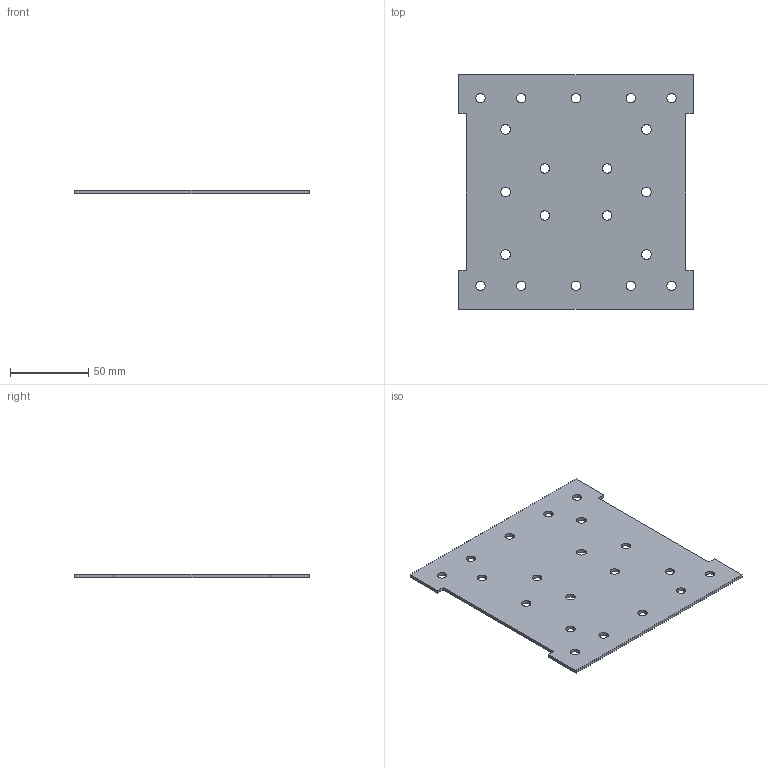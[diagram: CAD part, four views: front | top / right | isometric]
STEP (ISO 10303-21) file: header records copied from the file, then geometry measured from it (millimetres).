
FILE_DESCRIPTION((''),'2;1');
FILE_NAME('OBMP-TB-P-1011','2023-10-06T17:09:29',('ccha425'),('Department of Mechanical Engineering, The University of Auckland'),'CREO PARAMETRIC BY PTC INC, 2017260','CREO PARAMETRIC BY PTC INC, 2017260','');
FILE_SCHEMA(('CONFIG_CONTROL_DESIGN'));
Length unit declared in the file: millimetre
Products named in the file (1): OBMP-TB-P-1011
Bounding box: 150 x 150 x 2 mm (x, y, z)
Volume: 41857.6 mm3; surface area: 43855.4 mm2
Topology: 1 solids, 1 shells, 54 faces, 156 edges, 104 vertices
Faces by surface type: cylinder 40, plane 14
Entity records: 1938 total; most frequent: DIRECTION 344, CARTESIAN_POINT 314, ORIENTED_EDGE 312, EDGE_CURVE 156, AXIS2_PLACEMENT_3D 134, VERTEX_POINT 104, EDGE_LOOP 94, CIRCLE 80
